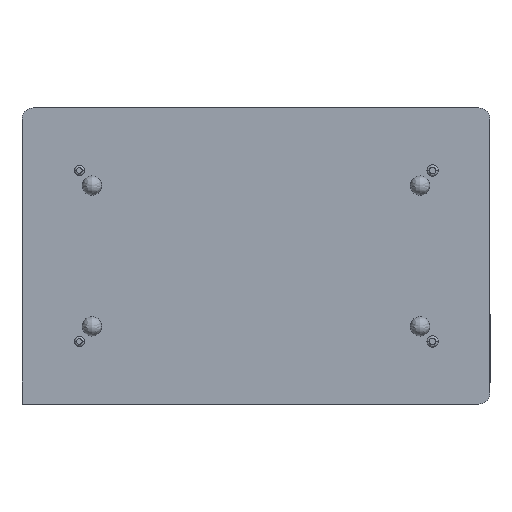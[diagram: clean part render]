
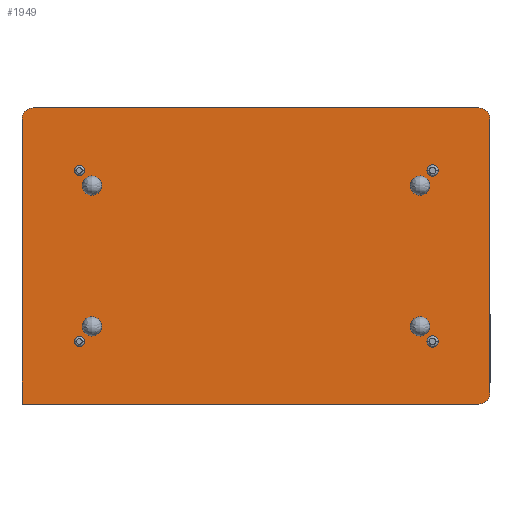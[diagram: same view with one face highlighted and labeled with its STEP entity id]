
A CAD part, front view. The second image highlights one B-rep face of the part: STEP entity #1949.
In plain terms, the highlighted planar face has unit normal (0, -1, 0).
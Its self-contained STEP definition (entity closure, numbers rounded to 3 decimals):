
#43 = DIRECTION ( 'NONE',  ( 1., 0., 0. ) ) ;
#58 = EDGE_CURVE ( 'NONE', #1885, #1839, #1151, .T. ) ;
#73 = ORIENTED_EDGE ( 'NONE', *, *, #58, .T. ) ;
#77 = LINE ( 'NONE', #2000, #474 ) ;
#118 = DIRECTION ( 'NONE',  ( 1., 0., 0. ) ) ;
#127 = AXIS2_PLACEMENT_3D ( 'NONE', #1487, #1658, #535 ) ;
#203 = DIRECTION ( 'NONE',  ( 0., -1., 0. ) ) ;
#212 = EDGE_CURVE ( 'NONE', #1982, #1729, #1863, .T. ) ;
#225 = EDGE_CURVE ( 'NONE', #1839, #1982, #2174, .T. ) ;
#233 = CARTESIAN_POINT ( 'NONE',  ( -9.93, 0.8, 6.6 ) ) ;
#274 = CARTESIAN_POINT ( 'NONE',  ( -9.93, 0.8, 6.1 ) ) ;
#419 = DIRECTION ( 'NONE',  ( 0., -1., 0. ) ) ;
#463 = CIRCLE ( 'NONE', #127, 0.5 ) ;
#474 = VECTOR ( 'NONE', #484, 1000. ) ;
#484 = DIRECTION ( 'NONE',  ( 0., 0., 1. ) ) ;
#522 = CARTESIAN_POINT ( 'NONE',  ( 9.93, 0.8, -6.6 ) ) ;
#535 = DIRECTION ( 'NONE',  ( 1., 0., 0. ) ) ;
#539 = CARTESIAN_POINT ( 'NONE',  ( 10.43, 0.8, -6.1 ) ) ;
#555 = VECTOR ( 'NONE', #2252, 1000. ) ;
#699 = VECTOR ( 'NONE', #118, 1000. ) ;
#707 = CARTESIAN_POINT ( 'NONE',  ( 9.93, 0.8, 6.6 ) ) ;
#762 = LINE ( 'NONE', #2018, #1025 ) ;
#859 = ORIENTED_EDGE ( 'NONE', *, *, #1302, .T. ) ;
#934 = VERTEX_POINT ( 'NONE', #539 ) ;
#1019 = AXIS2_PLACEMENT_3D ( 'NONE', #274, #2378, #1404 ) ;
#1025 = VECTOR ( 'NONE', #2023, 1000. ) ;
#1088 = CARTESIAN_POINT ( 'NONE',  ( -10.43, 0.8, -6.6 ) ) ;
#1096 = FACE_OUTER_BOUND ( 'NONE', #1683, .T. ) ;
#1128 = DIRECTION ( 'NONE',  ( 1., 0., 0. ) ) ;
#1130 = ORIENTED_EDGE ( 'NONE', *, *, #1190, .T. ) ;
#1151 = CIRCLE ( 'NONE', #2030, 0.5 ) ;
#1190 = EDGE_CURVE ( 'NONE', #934, #1885, #77, .T. ) ;
#1269 = ORIENTED_EDGE ( 'NONE', *, *, #225, .T. ) ;
#1290 = EDGE_CURVE ( 'NONE', #1566, #2016, #1545, .T. ) ;
#1302 = EDGE_CURVE ( 'NONE', #1729, #1566, #762, .T. ) ;
#1382 = ORIENTED_EDGE ( 'NONE', *, *, #1773, .T. ) ;
#1404 = DIRECTION ( 'NONE',  ( 1., 0., 0. ) ) ;
#1487 = CARTESIAN_POINT ( 'NONE',  ( 9.93, 0.8, -6.1 ) ) ;
#1545 = LINE ( 'NONE', #522, #699 ) ;
#1566 = VERTEX_POINT ( 'NONE', #1088 ) ;
#1569 = CARTESIAN_POINT ( 'NONE',  ( -10.43, 0.8, 6.1 ) ) ;
#1640 = ORIENTED_EDGE ( 'NONE', *, *, #1290, .T. ) ;
#1658 = DIRECTION ( 'NONE',  ( 0., -1., 0. ) ) ;
#1683 = EDGE_LOOP ( 'NONE', ( #2274, #859, #1640, #1382, #1130, #73, #1269 ) ) ;
#1719 = PLANE ( 'NONE',  #2289 ) ;
#1729 = VERTEX_POINT ( 'NONE', #1569 ) ;
#1773 = EDGE_CURVE ( 'NONE', #2016, #934, #463, .T. ) ;
#1839 = VERTEX_POINT ( 'NONE', #2439 ) ;
#1846 = CARTESIAN_POINT ( 'NONE',  ( 10.43, 0.8, 6.1 ) ) ;
#1863 = CIRCLE ( 'NONE', #1019, 0.5 ) ;
#1885 = VERTEX_POINT ( 'NONE', #1846 ) ;
#1925 = CARTESIAN_POINT ( 'NONE',  ( 9.93, 0.8, -6.6 ) ) ;
#1939 = CARTESIAN_POINT ( 'NONE',  ( 9.93, 0.8, -6.1 ) ) ;
#1949 = ADVANCED_FACE ( 'NONE', ( #1096 ), #1719, .T. ) ;
#1982 = VERTEX_POINT ( 'NONE', #233 ) ;
#2000 = CARTESIAN_POINT ( 'NONE',  ( 10.43, 0.8, -6.1 ) ) ;
#2016 = VERTEX_POINT ( 'NONE', #1925 ) ;
#2018 = CARTESIAN_POINT ( 'NONE',  ( -10.43, 0.8, -6.1 ) ) ;
#2023 = DIRECTION ( 'NONE',  ( 0., 0., -1. ) ) ;
#2030 = AXIS2_PLACEMENT_3D ( 'NONE', #2268, #203, #1128 ) ;
#2174 = LINE ( 'NONE', #707, #555 ) ;
#2252 = DIRECTION ( 'NONE',  ( -1., 0., 0. ) ) ;
#2268 = CARTESIAN_POINT ( 'NONE',  ( 9.93, 0.8, 6.1 ) ) ;
#2274 = ORIENTED_EDGE ( 'NONE', *, *, #212, .T. ) ;
#2289 = AXIS2_PLACEMENT_3D ( 'NONE', #1939, #419, #43 ) ;
#2378 = DIRECTION ( 'NONE',  ( 0., -1., 0. ) ) ;
#2439 = CARTESIAN_POINT ( 'NONE',  ( 9.93, 0.8, 6.6 ) ) ;
